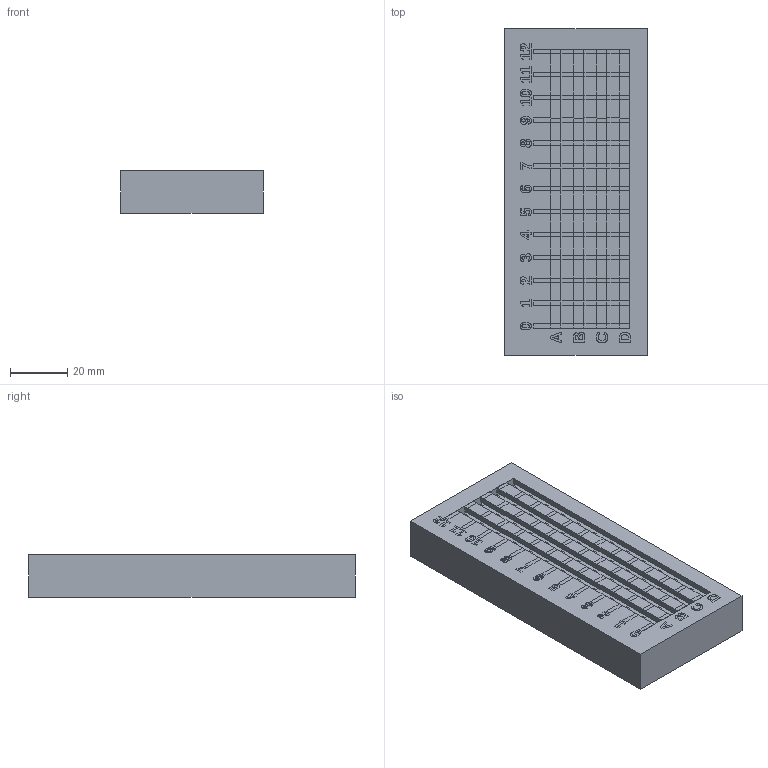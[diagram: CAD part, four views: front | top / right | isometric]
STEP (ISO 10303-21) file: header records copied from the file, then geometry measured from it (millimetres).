
FILE_DESCRIPTION(/* description */ ('STEP AP242','CAx-IF Rec.Pracs.---Representation and Presentation of Product Manufacturing Information (PMI)---4.0---2014-10-13','CAx-IF Rec.Pracs.---3D Tessellated Geometry---0.4---2014-09-14','2;1'),/* implementation_level */ '2;1');
FILE_NAME(/* name */ '6686d55b76a39c504100acf0',/* time_stamp */ '2024-07-04T17:01:17Z',/* author */ (''),/* organization */ (''),/* preprocessor_version */ 'ST-DEVELOPER v20',/* originating_system */ ' ',/* authorisation */ ' ');
FILE_SCHEMA (('AP242_MANAGED_MODEL_BASED_3D_ENGINEERING_MIM_LF { 1 0 10303 442 1 1 4 }'));
Products named in the file (125): Part 125; Part 124; Part 123; Part 122; Part 109; Part 115; Part 116; Part 117; Part 121; Part 120; Part 119; Part 118; Part 114; Part 112; Part 113; Part 108; Part 107; Part 111; Part 110; Part 106; Part 102; Part 103; Part 104; Part 105; Part 101; Part 100; Part 99; Part 98; Part 94; Part 95; Part 96; Part 97; Part 93; Part 92; Part 91; Part 90; Part 86; Part 87; Part 89; Part 88 ...
Bounding box: 50 x 114.26 x 15 mm (x, y, z)
Volume: 80817.4 mm3; surface area: 27245 mm2
Topology: 125 solids, 125 shells, 2276 faces, 5742 edges, 3828 vertices
Faces by surface type: plane 1800, bspline 476
Entity records: 71857 total; most frequent: CARTESIAN_POINT 17207, ORIENTED_EDGE 11484, DIRECTION 8640, EDGE_CURVE 5742, LINE 4790, VECTOR 4790, VERTEX_POINT 3828, EDGE_LOOP 2410
